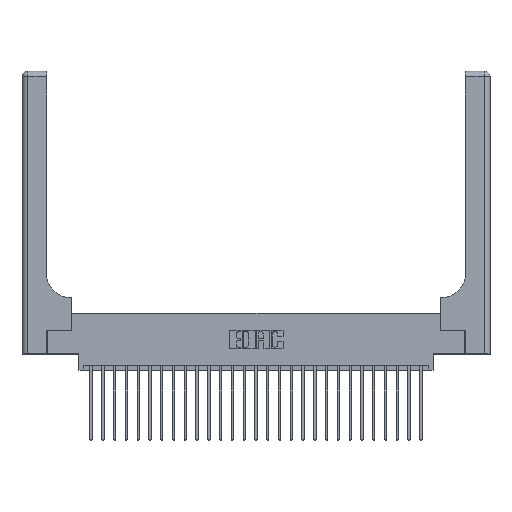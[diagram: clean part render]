
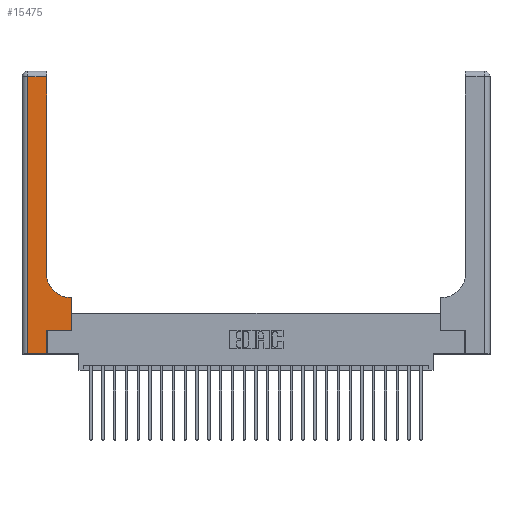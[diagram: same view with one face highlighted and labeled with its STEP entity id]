
A CAD part, top view. The second image highlights one B-rep face of the part: STEP entity #15475.
In plain terms, the highlighted planar face has unit normal (0, 0, 1).
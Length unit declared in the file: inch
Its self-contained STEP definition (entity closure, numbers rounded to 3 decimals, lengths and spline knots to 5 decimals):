
#627 = VECTOR ( 'NONE', #15543, 39.37008 ) ;
#651 = ORIENTED_EDGE ( 'NONE', *, *, #22429, .T. ) ;
#812 = FACE_OUTER_BOUND ( 'NONE', #12127, .T. ) ;
#1071 = CARTESIAN_POINT ( 'NONE',  ( 0.26, 3., 0.37 ) ) ;
#1354 = VERTEX_POINT ( 'NONE', #23637 ) ;
#1584 = CARTESIAN_POINT ( 'NONE',  ( 0.51, 0.6, 0.37 ) ) ;
#2167 = ORIENTED_EDGE ( 'NONE', *, *, #4156, .T. ) ;
#2945 = ORIENTED_EDGE ( 'NONE', *, *, #11796, .T. ) ;
#3164 = CARTESIAN_POINT ( 'NONE',  ( 0., 3., 0.37 ) ) ;
#3854 = ORIENTED_EDGE ( 'NONE', *, *, #11848, .T. ) ;
#4039 = VECTOR ( 'NONE', #19371, 39.37008 ) ;
#4156 = EDGE_CURVE ( 'NONE', #12755, #1354, #16157, .T. ) ;
#4277 = CARTESIAN_POINT ( 'NONE',  ( 0., 2.94, 0.37 ) ) ;
#4469 = AXIS2_PLACEMENT_3D ( 'NONE', #8462, #22519, #10513 ) ;
#4684 = CARTESIAN_POINT ( 'NONE',  ( 0.06, 0., 0.37 ) ) ;
#5175 = DIRECTION ( 'NONE',  ( -1., 0., 0. ) ) ;
#5203 = EDGE_CURVE ( 'NONE', #6337, #6041, #14829, .T. ) ;
#5742 = VERTEX_POINT ( 'NONE', #13004 ) ;
#5897 = EDGE_CURVE ( 'NONE', #12433, #11263, #20442, .T. ) ;
#6041 = VERTEX_POINT ( 'NONE', #13798 ) ;
#6337 = VERTEX_POINT ( 'NONE', #22679 ) ;
#7110 = CARTESIAN_POINT ( 'NONE',  ( 0.06, 3., 0.37 ) ) ;
#7279 = EDGE_CURVE ( 'NONE', #11263, #6337, #11241, .T. ) ;
#7285 = DIRECTION ( 'NONE',  ( 0., -1., 0. ) ) ;
#7466 = CARTESIAN_POINT ( 'NONE',  ( 0.265, 0., 0.37 ) ) ;
#8240 = CARTESIAN_POINT ( 'NONE',  ( 0., 0., 0.37 ) ) ;
#8269 = DIRECTION ( 'NONE',  ( -1., 0., 0. ) ) ;
#8462 = CARTESIAN_POINT ( 'NONE',  ( 0.51, 0.85, 0.37 ) ) ;
#8483 = VECTOR ( 'NONE', #13509, 39.37008 ) ;
#9087 = VECTOR ( 'NONE', #13447, 39.37008 ) ;
#9461 = ORIENTED_EDGE ( 'NONE', *, *, #20760, .T. ) ;
#9707 = AXIS2_PLACEMENT_3D ( 'NONE', #3164, #17340, #5175 ) ;
#9780 = LINE ( 'NONE', #15352, #25133 ) ;
#10292 = DIRECTION ( 'NONE',  ( 1., 0., 0. ) ) ;
#10396 = VERTEX_POINT ( 'NONE', #13217 ) ;
#10513 = DIRECTION ( 'NONE',  ( 1., 0., 0. ) ) ;
#11129 = ORIENTED_EDGE ( 'NONE', *, *, #5203, .T. ) ;
#11241 = CIRCLE ( 'NONE', #4469, 0.25 ) ;
#11263 = VERTEX_POINT ( 'NONE', #1584 ) ;
#11466 = CARTESIAN_POINT ( 'NONE',  ( 0.528, 0.25, 0.37 ) ) ;
#11503 = EDGE_CURVE ( 'NONE', #6041, #10396, #23917, .T. ) ;
#11796 = EDGE_CURVE ( 'NONE', #1354, #5742, #9780, .T. ) ;
#11848 = EDGE_CURVE ( 'NONE', #5742, #12433, #19239, .T. ) ;
#12127 = EDGE_LOOP ( 'NONE', ( #11129, #13339, #651, #9461, #2167, #2945, #3854, #25127, #23253 ) ) ;
#12433 = VERTEX_POINT ( 'NONE', #17106 ) ;
#12755 = VERTEX_POINT ( 'NONE', #16762 ) ;
#12780 = VERTEX_POINT ( 'NONE', #4684 ) ;
#13004 = CARTESIAN_POINT ( 'NONE',  ( 0.528, 0.25, 0.37 ) ) ;
#13217 = CARTESIAN_POINT ( 'NONE',  ( 0.06, 2.94, 0.37 ) ) ;
#13339 = ORIENTED_EDGE ( 'NONE', *, *, #11503, .T. ) ;
#13447 = DIRECTION ( 'NONE',  ( -1., 0., 0. ) ) ;
#13509 = DIRECTION ( 'NONE',  ( 0., 1., 0. ) ) ;
#13798 = CARTESIAN_POINT ( 'NONE',  ( 0.26, 2.94, 0.37 ) ) ;
#14829 = LINE ( 'NONE', #1071, #4039 ) ;
#14910 = VECTOR ( 'NONE', #10292, 39.37008 ) ;
#15144 = LINE ( 'NONE', #7110, #19875 ) ;
#15352 = CARTESIAN_POINT ( 'NONE',  ( 0.265, 0.25, 0.37 ) ) ;
#15475 = ADVANCED_FACE ( 'NONE', ( #812 ), #25240, .F. ) ;
#15543 = DIRECTION ( 'NONE',  ( 0., 1., 0. ) ) ;
#16157 = LINE ( 'NONE', #7466, #627 ) ;
#16762 = CARTESIAN_POINT ( 'NONE',  ( 0.265, 0., 0.37 ) ) ;
#17106 = CARTESIAN_POINT ( 'NONE',  ( 0.528, 0.6, 0.37 ) ) ;
#17340 = DIRECTION ( 'NONE',  ( 0., 0., -1. ) ) ;
#17394 = DIRECTION ( 'NONE',  ( 1., 0., 0. ) ) ;
#19239 = LINE ( 'NONE', #11466, #8483 ) ;
#19371 = DIRECTION ( 'NONE',  ( 0., 1., 0. ) ) ;
#19875 = VECTOR ( 'NONE', #7285, 39.37008 ) ;
#20259 = LINE ( 'NONE', #8240, #14910 ) ;
#20442 = LINE ( 'NONE', #25400, #9087 ) ;
#20760 = EDGE_CURVE ( 'NONE', #12780, #12755, #20259, .T. ) ;
#22046 = VECTOR ( 'NONE', #8269, 39.37008 ) ;
#22429 = EDGE_CURVE ( 'NONE', #10396, #12780, #15144, .T. ) ;
#22519 = DIRECTION ( 'NONE',  ( 0., 0., -1. ) ) ;
#22679 = CARTESIAN_POINT ( 'NONE',  ( 0.26, 0.85, 0.37 ) ) ;
#23253 = ORIENTED_EDGE ( 'NONE', *, *, #7279, .T. ) ;
#23637 = CARTESIAN_POINT ( 'NONE',  ( 0.265, 0.25, 0.37 ) ) ;
#23917 = LINE ( 'NONE', #4277, #22046 ) ;
#25127 = ORIENTED_EDGE ( 'NONE', *, *, #5897, .T. ) ;
#25133 = VECTOR ( 'NONE', #17394, 39.37008 ) ;
#25240 = PLANE ( 'NONE',  #9707 ) ;
#25400 = CARTESIAN_POINT ( 'NONE',  ( 0.26, 0.6, 0.37 ) ) ;
